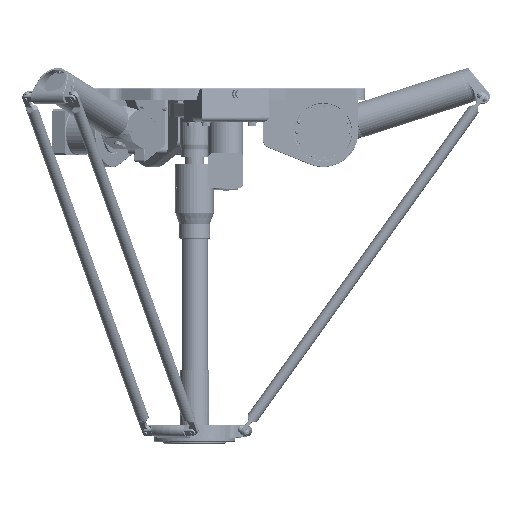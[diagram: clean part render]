
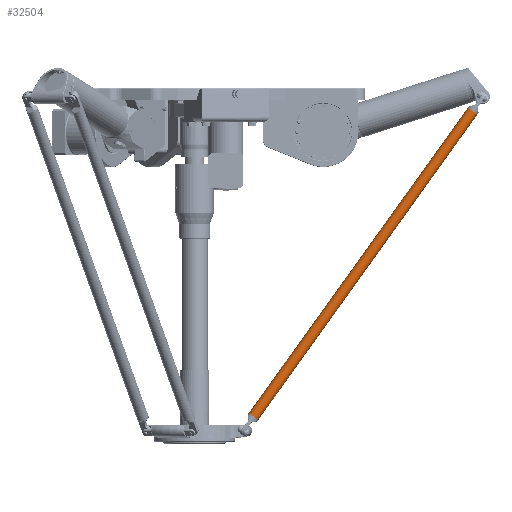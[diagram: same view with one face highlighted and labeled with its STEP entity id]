
A CAD part, front view. The second image highlights one B-rep face of the part: STEP entity #32504.
In plain terms, the highlighted cylindrical face has radius 15 mm (diameter 30 mm), a full revolution.
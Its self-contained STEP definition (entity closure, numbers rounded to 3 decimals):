
#1235=FACE_BOUND('',#9213,.T.);
#3728=CIRCLE('',#36086,15.);
#3732=CIRCLE('',#36093,15.);
#4627=CYLINDRICAL_SURFACE('',#36094,15.);
#6389=FACE_OUTER_BOUND('',#9212,.T.);
#9212=EDGE_LOOP('',(#28143));
#9213=EDGE_LOOP('',(#28144));
#16823=VERTEX_POINT('',#62717);
#16827=VERTEX_POINT('',#62728);
#20692=EDGE_CURVE('',#16823,#16823,#3728,.T.);
#20696=EDGE_CURVE('',#16827,#16827,#3732,.T.);
#28143=ORIENTED_EDGE('',*,*,#20692,.T.);
#28144=ORIENTED_EDGE('',*,*,#20696,.T.);
#32504=ADVANCED_FACE('',(#6389,#1235),#4627,.T.);
#36086=AXIS2_PLACEMENT_3D('',#62718,#44561,#44562);
#36093=AXIS2_PLACEMENT_3D('',#62729,#44575,#44576);
#36094=AXIS2_PLACEMENT_3D('',#62730,#44577,#44578);
#44561=DIRECTION('center_axis',(1.,0.,0.));
#44562=DIRECTION('ref_axis',(0.,0.,1.));
#44575=DIRECTION('center_axis',(-1.,0.,0.));
#44576=DIRECTION('ref_axis',(0.,0.,1.));
#44577=DIRECTION('center_axis',(-1.,0.,0.));
#44578=DIRECTION('ref_axis',(0.,0.,1.));
#62717=CARTESIAN_POINT('',(45.01,0.,15.));
#62718=CARTESIAN_POINT('Origin',(45.01,0.,0.));
#62728=CARTESIAN_POINT('',(1009.99,0.,15.));
#62729=CARTESIAN_POINT('Origin',(1009.99,0.,0.));
#62730=CARTESIAN_POINT('Origin',(45.,0.,0.));
